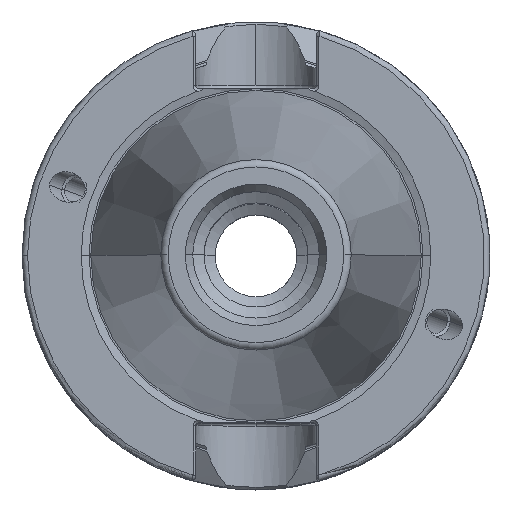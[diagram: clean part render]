
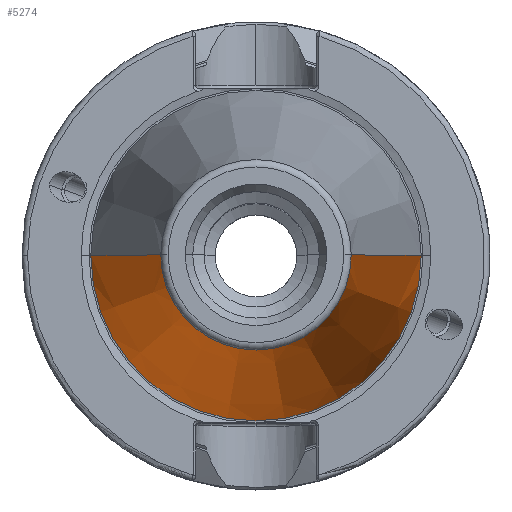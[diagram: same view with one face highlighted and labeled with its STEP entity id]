
A CAD part, top view. The second image highlights one B-rep face of the part: STEP entity #5274.
In plain terms, the highlighted conical face has half-angle 8.298 degrees and reference radius 12.687 mm.
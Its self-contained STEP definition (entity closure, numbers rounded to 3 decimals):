
#33 = EDGE_CURVE ( 'NONE', #4821, #6202, #2785, .T. ) ;
#63 = EDGE_CURVE ( 'NONE', #4938, #4821, #5500, .T. ) ;
#72 = DIRECTION ( 'NONE',  ( 1., 0., 0. ) ) ;
#144 = CARTESIAN_POINT ( 'NONE',  ( 0., 0., 64.544 ) ) ;
#153 = CIRCLE ( 'NONE', #6790, 22.225 ) ;
#316 = CARTESIAN_POINT ( 'NONE',  ( -12.812, 0., 64.544 ) ) ;
#390 = DIRECTION ( 'NONE',  ( 0., 0., -1. ) ) ;
#562 = CONICAL_SURFACE ( 'NONE', #584, 12.687, 0.145 ) ;
#584 = AXIS2_PLACEMENT_3D ( 'NONE', #3725, #3150, #2613 ) ;
#901 = CARTESIAN_POINT ( 'NONE',  ( -22.225, 0., 0. ) ) ;
#1221 = CARTESIAN_POINT ( 'NONE',  ( 0., 0., 0. ) ) ;
#1280 = DIRECTION ( 'NONE',  ( -0.144, 0., -0.99 ) ) ;
#1588 = CARTESIAN_POINT ( 'NONE',  ( -12.687, 0., 65.4 ) ) ;
#1811 = DIRECTION ( 'NONE',  ( -1., 0., 0. ) ) ;
#1974 = DIRECTION ( 'NONE',  ( 0.144, 0., -0.99 ) ) ;
#2210 = EDGE_CURVE ( 'NONE', #4938, #3400, #3871, .T. ) ;
#2361 = VECTOR ( 'NONE', #1974, 1000. ) ;
#2535 = ORIENTED_EDGE ( 'NONE', *, *, #3331, .F. ) ;
#2613 = DIRECTION ( 'NONE',  ( -1., 0., 0. ) ) ;
#2785 = LINE ( 'NONE', #1588, #5692 ) ;
#2809 = FACE_OUTER_BOUND ( 'NONE', #3375, .T. ) ;
#3150 = DIRECTION ( 'NONE',  ( 0., 0., -1. ) ) ;
#3331 = EDGE_CURVE ( 'NONE', #3400, #6202, #153, .T. ) ;
#3375 = EDGE_LOOP ( 'NONE', ( #7009, #3712, #6222, #2535 ) ) ;
#3400 = VERTEX_POINT ( 'NONE', #6971 ) ;
#3712 = ORIENTED_EDGE ( 'NONE', *, *, #63, .T. ) ;
#3725 = CARTESIAN_POINT ( 'NONE',  ( 0., 0., 65.4 ) ) ;
#3871 = LINE ( 'NONE', #3912, #2361 ) ;
#3912 = CARTESIAN_POINT ( 'NONE',  ( 12.687, 0., 65.4 ) ) ;
#4687 = CARTESIAN_POINT ( 'NONE',  ( 12.812, 0., 64.544 ) ) ;
#4821 = VERTEX_POINT ( 'NONE', #316 ) ;
#4938 = VERTEX_POINT ( 'NONE', #4687 ) ;
#5253 = DIRECTION ( 'NONE',  ( 0., 0., -1. ) ) ;
#5274 = ADVANCED_FACE ( 'NONE', ( #2809 ), #562, .T. ) ;
#5500 = CIRCLE ( 'NONE', #5899, 12.812 ) ;
#5692 = VECTOR ( 'NONE', #1280, 1000. ) ;
#5899 = AXIS2_PLACEMENT_3D ( 'NONE', #144, #390, #72 ) ;
#6202 = VERTEX_POINT ( 'NONE', #901 ) ;
#6222 = ORIENTED_EDGE ( 'NONE', *, *, #33, .T. ) ;
#6790 = AXIS2_PLACEMENT_3D ( 'NONE', #1221, #5253, #1811 ) ;
#6971 = CARTESIAN_POINT ( 'NONE',  ( 22.225, 0., 0. ) ) ;
#7009 = ORIENTED_EDGE ( 'NONE', *, *, #2210, .F. ) ;
